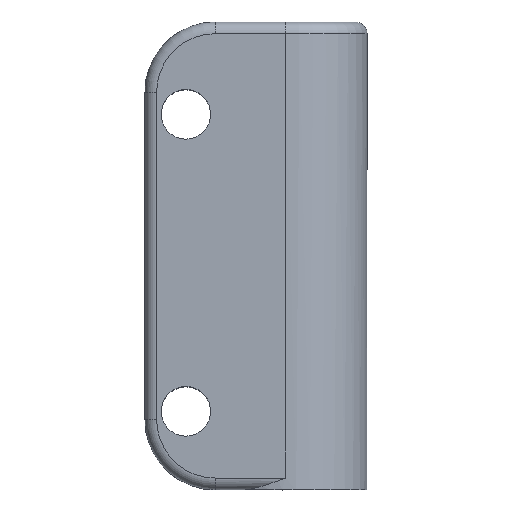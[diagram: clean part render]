
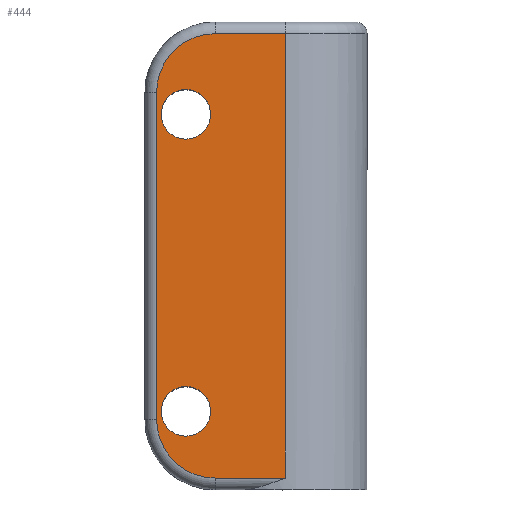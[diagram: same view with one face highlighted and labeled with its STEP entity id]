
A CAD part, top view. The second image highlights one B-rep face of the part: STEP entity #444.
In plain terms, the highlighted planar face has unit normal (0, 0, 1).
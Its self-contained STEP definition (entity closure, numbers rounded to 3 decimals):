
#16=FACE_BOUND('',#93,.T.);
#17=FACE_BOUND('',#94,.T.);
#22=PLANE('',#512);
#64=FACE_OUTER_BOUND('',#92,.T.);
#92=EDGE_LOOP('',(#362,#363,#364,#365,#366,#367));
#93=EDGE_LOOP('',(#368));
#94=EDGE_LOOP('',(#369));
#112=LINE('',#718,#138);
#117=LINE('',#762,#143);
#122=LINE('',#790,#148);
#124=LINE('',#796,#150);
#138=VECTOR('',#557,10.);
#143=VECTOR('',#592,10.);
#148=VECTOR('',#625,10.);
#150=VECTOR('',#635,10.);
#178=CIRCLE('',#497,5.);
#183=CIRCLE('',#505,5.);
#188=CIRCLE('',#513,2.117);
#189=CIRCLE('',#514,2.117);
#204=VERTEX_POINT('',#715);
#205=VERTEX_POINT('',#717);
#217=VERTEX_POINT('',#760);
#219=VERTEX_POINT('',#766);
#224=VERTEX_POINT('',#782);
#225=VERTEX_POINT('',#784);
#227=VERTEX_POINT('',#797);
#228=VERTEX_POINT('',#799);
#245=EDGE_CURVE('',#205,#204,#112,.T.);
#262=EDGE_CURVE('',#217,#204,#117,.T.);
#265=EDGE_CURVE('',#219,#217,#178,.T.);
#273=EDGE_CURVE('',#224,#225,#183,.T.);
#276=EDGE_CURVE('',#205,#224,#122,.T.);
#280=EDGE_CURVE('',#225,#219,#124,.T.);
#281=EDGE_CURVE('',#227,#227,#188,.T.);
#282=EDGE_CURVE('',#228,#228,#189,.T.);
#362=ORIENTED_EDGE('',*,*,#265,.F.);
#363=ORIENTED_EDGE('',*,*,#280,.F.);
#364=ORIENTED_EDGE('',*,*,#273,.F.);
#365=ORIENTED_EDGE('',*,*,#276,.F.);
#366=ORIENTED_EDGE('',*,*,#245,.T.);
#367=ORIENTED_EDGE('',*,*,#262,.F.);
#368=ORIENTED_EDGE('',*,*,#281,.T.);
#369=ORIENTED_EDGE('',*,*,#282,.T.);
#444=ADVANCED_FACE('',(#64,#16,#17),#22,.T.);
#497=AXIS2_PLACEMENT_3D('',#768,#598,#599);
#505=AXIS2_PLACEMENT_3D('',#785,#617,#618);
#512=AXIS2_PLACEMENT_3D('',#795,#633,#634);
#513=AXIS2_PLACEMENT_3D('',#798,#636,#637);
#514=AXIS2_PLACEMENT_3D('',#800,#638,#639);
#557=DIRECTION('',(0.,1.,0.));
#592=DIRECTION('',(1.,0.,0.));
#598=DIRECTION('center_axis',(0.,0.,-1.));
#599=DIRECTION('ref_axis',(-0.473,0.881,0.));
#617=DIRECTION('center_axis',(0.,0.,-1.));
#618=DIRECTION('ref_axis',(-0.473,-0.881,0.));
#625=DIRECTION('',(-1.,0.,0.));
#633=DIRECTION('center_axis',(0.,0.,1.));
#634=DIRECTION('ref_axis',(1.,0.,0.));
#635=DIRECTION('',(0.,1.,0.));
#636=DIRECTION('center_axis',(0.,0.,-1.));
#637=DIRECTION('ref_axis',(-1.,0.,0.));
#638=DIRECTION('center_axis',(0.,0.,-1.));
#639=DIRECTION('ref_axis',(-1.,0.,0.));
#715=CARTESIAN_POINT('',(0.,49.,7.));
#717=CARTESIAN_POINT('',(0.,11.,7.));
#718=CARTESIAN_POINT('',(0.,0.,7.));
#760=CARTESIAN_POINT('',(-6.,49.,7.));
#762=CARTESIAN_POINT('',(-7.25,49.,7.));
#766=CARTESIAN_POINT('',(-11.,44.,7.));
#768=CARTESIAN_POINT('Origin',(-6.,44.,7.));
#782=CARTESIAN_POINT('',(-6.,11.,7.));
#784=CARTESIAN_POINT('',(-11.,16.,7.));
#785=CARTESIAN_POINT('Origin',(-6.,16.,7.));
#790=CARTESIAN_POINT('',(-7.25,11.,7.));
#795=CARTESIAN_POINT('Origin',(-12.,0.,7.));
#796=CARTESIAN_POINT('',(-11.,0.,7.));
#797=CARTESIAN_POINT('',(-6.383,16.7,7.));
#798=CARTESIAN_POINT('Origin',(-8.5,16.7,7.));
#799=CARTESIAN_POINT('',(-6.383,42.1,7.));
#800=CARTESIAN_POINT('Origin',(-8.5,42.1,7.));
